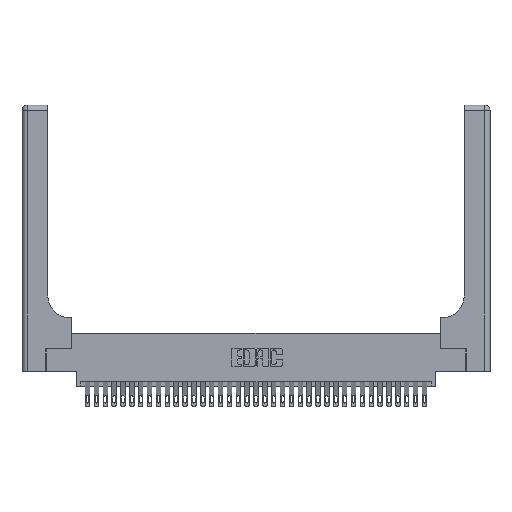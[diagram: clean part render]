
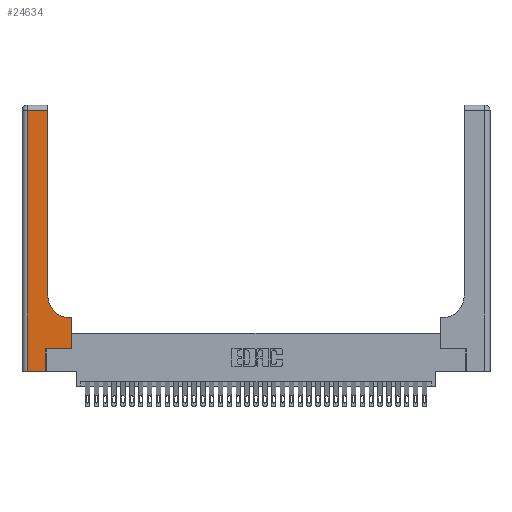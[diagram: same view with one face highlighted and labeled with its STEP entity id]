
A CAD part, top view. The second image highlights one B-rep face of the part: STEP entity #24634.
In plain terms, the highlighted planar face has unit normal (0, 0, 1).
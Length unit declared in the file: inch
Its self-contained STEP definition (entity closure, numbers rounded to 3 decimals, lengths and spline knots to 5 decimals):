
#3320 = CARTESIAN_POINT ( 'NONE',  ( 0., 2.94, 0.37 ) ) ;
#3349 = CARTESIAN_POINT ( 'NONE',  ( 0.5415, 0.85, 0.37 ) ) ;
#4085 = VERTEX_POINT ( 'NONE', #23360 ) ;
#4094 = ORIENTED_EDGE ( 'NONE', *, *, #12370, .T. ) ;
#4125 = ORIENTED_EDGE ( 'NONE', *, *, #34380, .T. ) ;
#4258 = VECTOR ( 'NONE', #25344, 39.37008 ) ;
#4407 = CARTESIAN_POINT ( 'NONE',  ( 0.269, 0.25, 0.37 ) ) ;
#5226 = VECTOR ( 'NONE', #9152, 39.37008 ) ;
#5651 = DIRECTION ( 'NONE',  ( -1., 0., 0. ) ) ;
#5663 = VECTOR ( 'NONE', #15877, 39.37008 ) ;
#6046 = CARTESIAN_POINT ( 'NONE',  ( 0.5585, 0.25, 0.37 ) ) ;
#6244 = DIRECTION ( 'NONE',  ( -1., 0., 0. ) ) ;
#6268 = DIRECTION ( 'NONE',  ( 1., 0., 0. ) ) ;
#6998 = CIRCLE ( 'NONE', #22692, 0.25 ) ;
#7932 = LINE ( 'NONE', #6046, #5226 ) ;
#8253 = VERTEX_POINT ( 'NONE', #11764 ) ;
#9152 = DIRECTION ( 'NONE',  ( 0., 1., 0. ) ) ;
#9306 = VERTEX_POINT ( 'NONE', #11578 ) ;
#9484 = VERTEX_POINT ( 'NONE', #26529 ) ;
#9885 = ORIENTED_EDGE ( 'NONE', *, *, #22328, .T. ) ;
#9920 = ORIENTED_EDGE ( 'NONE', *, *, #10029, .T. ) ;
#10029 = EDGE_CURVE ( 'NONE', #17880, #8253, #7932, .T. ) ;
#10131 = DIRECTION ( 'NONE',  ( 0., 1., 0. ) ) ;
#10250 = EDGE_CURVE ( 'NONE', #19834, #17880, #28230, .T. ) ;
#10354 = ORIENTED_EDGE ( 'NONE', *, *, #26205, .T. ) ;
#10750 = CARTESIAN_POINT ( 'NONE',  ( 0.5585, 0.25, 0.37 ) ) ;
#11578 = CARTESIAN_POINT ( 'NONE',  ( 0.2915, 0.85, 0.37 ) ) ;
#11764 = CARTESIAN_POINT ( 'NONE',  ( 0.5585, 0.6, 0.37 ) ) ;
#12370 = EDGE_CURVE ( 'NONE', #22894, #17565, #28132, .T. ) ;
#12638 = LINE ( 'NONE', #25485, #27648 ) ;
#12892 = CARTESIAN_POINT ( 'NONE',  ( 0.269, 0., 0.37 ) ) ;
#12918 = CARTESIAN_POINT ( 'NONE',  ( 0.06, 3., 0.37 ) ) ;
#12979 = DIRECTION ( 'NONE',  ( -1., 0., 0. ) ) ;
#15006 = CARTESIAN_POINT ( 'NONE',  ( 0.06, 2.94, 0.37 ) ) ;
#15743 = DIRECTION ( 'NONE',  ( 0., 1., 0. ) ) ;
#15877 = DIRECTION ( 'NONE',  ( 1., 0., 0. ) ) ;
#17565 = VERTEX_POINT ( 'NONE', #15006 ) ;
#17880 = VERTEX_POINT ( 'NONE', #10750 ) ;
#18175 = AXIS2_PLACEMENT_3D ( 'NONE', #24244, #29816, #12979 ) ;
#18652 = DIRECTION ( 'NONE',  ( 0., -1., 0. ) ) ;
#19335 = VECTOR ( 'NONE', #15743, 39.37008 ) ;
#19704 = CARTESIAN_POINT ( 'NONE',  ( 0., 0., 0.37 ) ) ;
#19834 = VERTEX_POINT ( 'NONE', #22536 ) ;
#21096 = ORIENTED_EDGE ( 'NONE', *, *, #24356, .T. ) ;
#21299 = VECTOR ( 'NONE', #18652, 39.37008 ) ;
#22200 = LINE ( 'NONE', #12918, #21299 ) ;
#22328 = EDGE_CURVE ( 'NONE', #9306, #22894, #28383, .T. ) ;
#22418 = ORIENTED_EDGE ( 'NONE', *, *, #10250, .T. ) ;
#22536 = CARTESIAN_POINT ( 'NONE',  ( 0.269, 0.25, 0.37 ) ) ;
#22692 = AXIS2_PLACEMENT_3D ( 'NONE', #3349, #23288, #6268 ) ;
#22894 = VERTEX_POINT ( 'NONE', #25333 ) ;
#23288 = DIRECTION ( 'NONE',  ( 0., 0., -1. ) ) ;
#23360 = CARTESIAN_POINT ( 'NONE',  ( 0.5415, 0.6, 0.37 ) ) ;
#23684 = ORIENTED_EDGE ( 'NONE', *, *, #32948, .T. ) ;
#24244 = CARTESIAN_POINT ( 'NONE',  ( 0., 3., 0.37 ) ) ;
#24356 = EDGE_CURVE ( 'NONE', #4085, #9306, #6998, .T. ) ;
#24634 = ADVANCED_FACE ( 'NONE', ( #27333 ), #35309, .F. ) ;
#25333 = CARTESIAN_POINT ( 'NONE',  ( 0.2915, 2.94, 0.37 ) ) ;
#25344 = DIRECTION ( 'NONE',  ( 1., 0., 0. ) ) ;
#25485 = CARTESIAN_POINT ( 'NONE',  ( 0.2915, 0.6, 0.37 ) ) ;
#26205 = EDGE_CURVE ( 'NONE', #28718, #19834, #35926, .T. ) ;
#26529 = CARTESIAN_POINT ( 'NONE',  ( 0.06, 0., 0.37 ) ) ;
#26875 = LINE ( 'NONE', #19704, #4258 ) ;
#27333 = FACE_OUTER_BOUND ( 'NONE', #30867, .T. ) ;
#27648 = VECTOR ( 'NONE', #5651, 39.37008 ) ;
#28132 = LINE ( 'NONE', #3320, #34641 ) ;
#28230 = LINE ( 'NONE', #4407, #5663 ) ;
#28383 = LINE ( 'NONE', #29856, #29253 ) ;
#28465 = ORIENTED_EDGE ( 'NONE', *, *, #31980, .T. ) ;
#28718 = VERTEX_POINT ( 'NONE', #35614 ) ;
#29253 = VECTOR ( 'NONE', #10131, 39.37008 ) ;
#29816 = DIRECTION ( 'NONE',  ( 0., 0., -1. ) ) ;
#29856 = CARTESIAN_POINT ( 'NONE',  ( 0.2915, 3., 0.37 ) ) ;
#30867 = EDGE_LOOP ( 'NONE', ( #9885, #4094, #28465, #23684, #10354, #22418, #9920, #4125, #21096 ) ) ;
#31980 = EDGE_CURVE ( 'NONE', #17565, #9484, #22200, .T. ) ;
#32948 = EDGE_CURVE ( 'NONE', #9484, #28718, #26875, .T. ) ;
#34380 = EDGE_CURVE ( 'NONE', #8253, #4085, #12638, .T. ) ;
#34641 = VECTOR ( 'NONE', #6244, 39.37008 ) ;
#35309 = PLANE ( 'NONE',  #18175 ) ;
#35614 = CARTESIAN_POINT ( 'NONE',  ( 0.269, 0., 0.37 ) ) ;
#35926 = LINE ( 'NONE', #12892, #19335 ) ;
